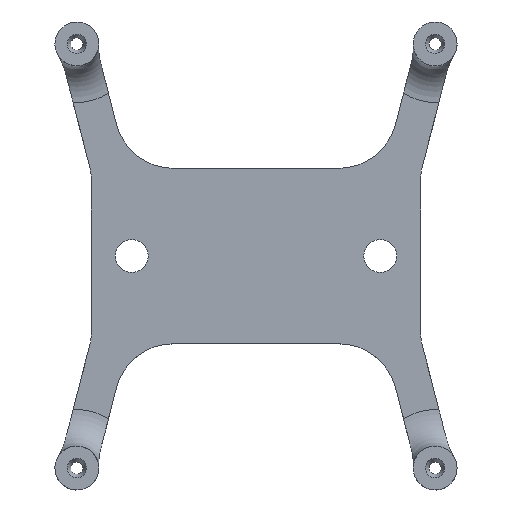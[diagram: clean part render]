
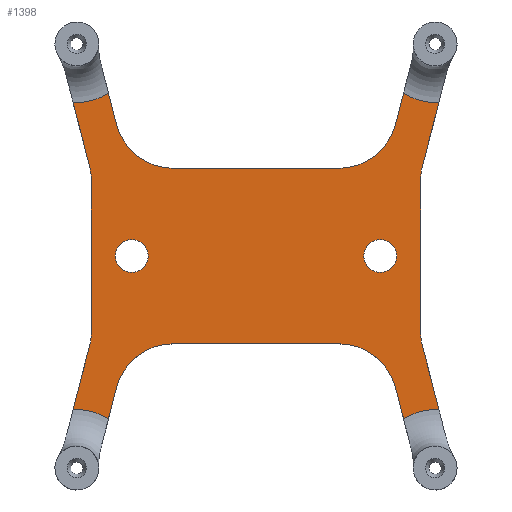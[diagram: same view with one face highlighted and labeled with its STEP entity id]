
A CAD part, top view. The second image highlights one B-rep face of the part: STEP entity #1398.
In plain terms, the highlighted planar face has unit normal (0, 0, 1).
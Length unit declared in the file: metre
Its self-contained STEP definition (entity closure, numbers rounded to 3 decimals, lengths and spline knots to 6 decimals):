
#73=CIRCLE('',#1517,0.002261);
#75=CIRCLE('',#1520,0.002261);
#78=CIRCLE('',#1526,0.00804);
#79=CIRCLE('',#1527,0.00804);
#80=CIRCLE('',#1528,0.00804);
#81=CIRCLE('',#1529,0.00804);
#82=CIRCLE('',#1530,0.00804);
#83=CIRCLE('',#1531,0.00804);
#84=CIRCLE('',#1532,0.00804);
#85=CIRCLE('',#1533,0.00804);
#86=CIRCLE('',#1534,0.00804);
#87=CIRCLE('',#1535,0.00804);
#88=CIRCLE('',#1536,0.00804);
#89=CIRCLE('',#1537,0.00804);
#266=ORIENTED_EDGE('',*,*,#639,.T.);
#267=ORIENTED_EDGE('',*,*,#662,.T.);
#268=ORIENTED_EDGE('',*,*,#658,.T.);
#269=ORIENTED_EDGE('',*,*,#663,.T.);
#270=ORIENTED_EDGE('',*,*,#577,.F.);
#271=ORIENTED_EDGE('',*,*,#664,.T.);
#272=ORIENTED_EDGE('',*,*,#582,.T.);
#273=ORIENTED_EDGE('',*,*,#665,.T.);
#274=ORIENTED_EDGE('',*,*,#591,.T.);
#275=ORIENTED_EDGE('',*,*,#666,.T.);
#276=ORIENTED_EDGE('',*,*,#596,.F.);
#277=ORIENTED_EDGE('',*,*,#667,.T.);
#278=ORIENTED_EDGE('',*,*,#601,.F.);
#279=ORIENTED_EDGE('',*,*,#668,.T.);
#280=ORIENTED_EDGE('',*,*,#610,.F.);
#281=ORIENTED_EDGE('',*,*,#669,.T.);
#282=ORIENTED_EDGE('',*,*,#615,.T.);
#283=ORIENTED_EDGE('',*,*,#670,.T.);
#284=ORIENTED_EDGE('',*,*,#620,.T.);
#285=ORIENTED_EDGE('',*,*,#671,.T.);
#286=ORIENTED_EDGE('',*,*,#629,.T.);
#287=ORIENTED_EDGE('',*,*,#672,.T.);
#288=ORIENTED_EDGE('',*,*,#634,.T.);
#289=ORIENTED_EDGE('',*,*,#673,.T.);
#290=ORIENTED_EDGE('',*,*,#654,.F.);
#291=ORIENTED_EDGE('',*,*,#652,.F.);
#577=EDGE_CURVE('',#775,#772,#905,.T.);
#582=EDGE_CURVE('',#776,#780,#909,.T.);
#591=EDGE_CURVE('',#790,#789,#915,.T.);
#596=EDGE_CURVE('',#794,#791,#919,.T.);
#601=EDGE_CURVE('',#799,#795,#923,.T.);
#610=EDGE_CURVE('',#808,#809,#929,.T.);
#615=EDGE_CURVE('',#810,#813,#933,.T.);
#620=EDGE_CURVE('',#814,#818,#937,.T.);
#629=EDGE_CURVE('',#828,#827,#943,.T.);
#634=EDGE_CURVE('',#829,#832,#947,.T.);
#639=EDGE_CURVE('',#833,#837,#951,.T.);
#652=EDGE_CURVE('',#850,#850,#73,.T.);
#654=EDGE_CURVE('',#852,#852,#75,.T.);
#658=EDGE_CURVE('',#857,#856,#957,.T.);
#662=EDGE_CURVE('',#837,#857,#78,.F.);
#663=EDGE_CURVE('',#856,#772,#79,.F.);
#664=EDGE_CURVE('',#775,#776,#80,.F.);
#665=EDGE_CURVE('',#780,#790,#81,.F.);
#666=EDGE_CURVE('',#789,#791,#82,.F.);
#667=EDGE_CURVE('',#794,#795,#83,.F.);
#668=EDGE_CURVE('',#799,#809,#84,.F.);
#669=EDGE_CURVE('',#808,#810,#85,.F.);
#670=EDGE_CURVE('',#813,#814,#86,.F.);
#671=EDGE_CURVE('',#818,#828,#87,.F.);
#672=EDGE_CURVE('',#827,#829,#88,.F.);
#673=EDGE_CURVE('',#832,#833,#89,.F.);
#772=VERTEX_POINT('',#2100);
#775=VERTEX_POINT('',#2105);
#776=VERTEX_POINT('',#2109);
#780=VERTEX_POINT('',#2120);
#789=VERTEX_POINT('',#2140);
#790=VERTEX_POINT('',#2142);
#791=VERTEX_POINT('',#2149);
#794=VERTEX_POINT('',#2154);
#795=VERTEX_POINT('',#2158);
#799=VERTEX_POINT('',#2169);
#808=VERTEX_POINT('',#2189);
#809=VERTEX_POINT('',#2191);
#810=VERTEX_POINT('',#2198);
#813=VERTEX_POINT('',#2203);
#814=VERTEX_POINT('',#2207);
#818=VERTEX_POINT('',#2218);
#827=VERTEX_POINT('',#2238);
#828=VERTEX_POINT('',#2240);
#829=VERTEX_POINT('',#2247);
#832=VERTEX_POINT('',#2252);
#833=VERTEX_POINT('',#2256);
#837=VERTEX_POINT('',#2267);
#850=VERTEX_POINT('',#2299);
#852=VERTEX_POINT('',#2304);
#856=VERTEX_POINT('',#2312);
#857=VERTEX_POINT('',#2314);
#905=LINE('',#2106,#1005);
#909=LINE('',#2121,#1009);
#915=LINE('',#2141,#1015);
#919=LINE('',#2155,#1019);
#923=LINE('',#2170,#1023);
#929=LINE('',#2190,#1029);
#933=LINE('',#2204,#1033);
#937=LINE('',#2219,#1037);
#943=LINE('',#2239,#1043);
#947=LINE('',#2253,#1047);
#951=LINE('',#2268,#1051);
#957=LINE('',#2313,#1057);
#1005=VECTOR('',#1658,1.);
#1009=VECTOR('',#1664,1.);
#1015=VECTOR('',#1680,1.);
#1019=VECTOR('',#1686,1.);
#1023=VECTOR('',#1692,1.);
#1029=VECTOR('',#1708,1.);
#1033=VECTOR('',#1714,1.);
#1037=VECTOR('',#1720,1.);
#1043=VECTOR('',#1736,1.);
#1047=VECTOR('',#1742,1.);
#1051=VECTOR('',#1748,1.);
#1057=VECTOR('',#1794,1.);
#1134=EDGE_LOOP('',(#266,#267,#268,#269,#270,#271,#272,#273,#274,#275,#276,
#277,#278,#279,#280,#281,#282,#283,#284,#285,#286,#287,#288,#289));
#1135=EDGE_LOOP('',(#290));
#1136=EDGE_LOOP('',(#291));
#1256=FACE_BOUND('',#1134,.T.);
#1257=FACE_BOUND('',#1135,.T.);
#1258=FACE_BOUND('',#1136,.T.);
#1358=PLANE('',#1525);
#1398=ADVANCED_FACE('',(#1256,#1257,#1258),#1358,.T.);
#1517=AXIS2_PLACEMENT_3D('',#2298,#1781,#1782);
#1520=AXIS2_PLACEMENT_3D('',#2303,#1787,#1788);
#1525=AXIS2_PLACEMENT_3D('',#2324,#1801,#1802);
#1526=AXIS2_PLACEMENT_3D('',#2325,#1803,#1804);
#1527=AXIS2_PLACEMENT_3D('',#2326,#1805,#1806);
#1528=AXIS2_PLACEMENT_3D('',#2327,#1807,#1808);
#1529=AXIS2_PLACEMENT_3D('',#2328,#1809,#1810);
#1530=AXIS2_PLACEMENT_3D('',#2329,#1811,#1812);
#1531=AXIS2_PLACEMENT_3D('',#2330,#1813,#1814);
#1532=AXIS2_PLACEMENT_3D('',#2331,#1815,#1816);
#1533=AXIS2_PLACEMENT_3D('',#2332,#1817,#1818);
#1534=AXIS2_PLACEMENT_3D('',#2333,#1819,#1820);
#1535=AXIS2_PLACEMENT_3D('',#2334,#1821,#1822);
#1536=AXIS2_PLACEMENT_3D('',#2335,#1823,#1824);
#1537=AXIS2_PLACEMENT_3D('',#2336,#1825,#1826);
#1658=DIRECTION('',(-1.,0.,0.));
#1664=DIRECTION('',(0.25,-0.968,0.));
#1680=DIRECTION('',(-0.25,0.968,0.));
#1686=DIRECTION('',(0.,-1.,0.));
#1692=DIRECTION('',(-0.25,-0.968,0.));
#1708=DIRECTION('',(0.25,0.968,0.));
#1714=DIRECTION('',(-1.,0.,0.));
#1720=DIRECTION('',(-0.25,0.968,0.));
#1736=DIRECTION('',(0.25,-0.968,0.));
#1742=DIRECTION('',(0.,-1.,0.));
#1748=DIRECTION('',(-0.25,-0.968,0.));
#1781=DIRECTION('',(0.,0.,1.));
#1782=DIRECTION('',(1.,0.,0.));
#1787=DIRECTION('',(0.,0.,1.));
#1788=DIRECTION('',(1.,0.,0.));
#1794=DIRECTION('',(0.25,0.968,0.));
#1801=DIRECTION('',(0.,0.,1.));
#1802=DIRECTION('',(1.,0.,0.));
#1803=DIRECTION('',(0.,0.,1.));
#1804=DIRECTION('',(1.,0.,0.));
#1805=DIRECTION('',(0.,0.,1.));
#1806=DIRECTION('',(1.,0.,0.));
#1807=DIRECTION('',(0.,0.,1.));
#1808=DIRECTION('',(1.,0.,0.));
#1809=DIRECTION('',(0.,0.,1.));
#1810=DIRECTION('',(1.,0.,0.));
#1811=DIRECTION('',(0.,0.,1.));
#1812=DIRECTION('',(1.,0.,0.));
#1813=DIRECTION('',(0.,0.,1.));
#1814=DIRECTION('',(1.,0.,0.));
#1815=DIRECTION('',(0.,0.,1.));
#1816=DIRECTION('',(1.,0.,0.));
#1817=DIRECTION('',(0.,0.,1.));
#1818=DIRECTION('',(1.,0.,0.));
#1819=DIRECTION('',(0.,0.,1.));
#1820=DIRECTION('',(1.,0.,0.));
#1821=DIRECTION('',(0.,0.,1.));
#1822=DIRECTION('',(1.,0.,0.));
#1823=DIRECTION('',(0.,0.,1.));
#1824=DIRECTION('',(1.,0.,0.));
#1825=DIRECTION('',(0.,0.,1.));
#1826=DIRECTION('',(1.,0.,0.));
#2100=CARTESIAN_POINT('',(-0.035772,0.017002,0.00402));
#2105=CARTESIAN_POINT('',(-0.013005,0.017002,0.00402));
#2106=CARTESIAN_POINT('',(-0.024388,0.017002,0.00402));
#2109=CARTESIAN_POINT('',(-0.005221,0.010975,0.00402));
#2120=CARTESIAN_POINT('',(-0.00411,0.006682,0.00402));
#2121=CARTESIAN_POINT('',(-0.004697,0.008952,0.00402));
#2140=CARTESIAN_POINT('',(-0.00152,0.016733,0.00402));
#2141=CARTESIAN_POINT('',(0.000237,0.009941,0.00402));
#2142=CARTESIAN_POINT('',(0.000755,0.00794,0.00402));
#2149=CARTESIAN_POINT('',(-0.001776,0.018746,0.00402));
#2154=CARTESIAN_POINT('',(-0.001776,0.039377,0.00402));
#2155=CARTESIAN_POINT('',(-0.001776,0.029062,0.00402));
#2158=CARTESIAN_POINT('',(-0.00152,0.04139,0.00402));
#2169=CARTESIAN_POINT('',(0.000755,0.050184,0.00402));
#2170=CARTESIAN_POINT('',(0.000237,0.048182,0.00402));
#2189=CARTESIAN_POINT('',(-0.005221,0.047149,0.00402));
#2190=CARTESIAN_POINT('',(-0.004697,0.049172,0.00402));
#2191=CARTESIAN_POINT('',(-0.00411,0.051442,0.00402));
#2198=CARTESIAN_POINT('',(-0.013005,0.041122,0.00402));
#2203=CARTESIAN_POINT('',(-0.035772,0.041122,0.00402));
#2204=CARTESIAN_POINT('',(-0.024388,0.041122,0.00402));
#2207=CARTESIAN_POINT('',(-0.043556,0.047149,0.00402));
#2218=CARTESIAN_POINT('',(-0.044666,0.051442,0.00402));
#2219=CARTESIAN_POINT('',(-0.044079,0.049172,0.00402));
#2238=CARTESIAN_POINT('',(-0.047257,0.04139,0.00402));
#2239=CARTESIAN_POINT('',(-0.049013,0.048182,0.00402));
#2240=CARTESIAN_POINT('',(-0.049531,0.050184,0.00402));
#2247=CARTESIAN_POINT('',(-0.047001,0.039377,0.00402));
#2252=CARTESIAN_POINT('',(-0.047001,0.018746,0.00402));
#2253=CARTESIAN_POINT('',(-0.047001,0.029062,0.00402));
#2256=CARTESIAN_POINT('',(-0.047257,0.016733,0.00402));
#2267=CARTESIAN_POINT('',(-0.049531,0.00794,0.00402));
#2268=CARTESIAN_POINT('',(-0.049013,0.009941,0.00402));
#2298=CARTESIAN_POINT('',(-0.007303,0.029062,0.00402));
#2299=CARTESIAN_POINT('',(-0.005042,0.029062,0.00402));
#2303=CARTESIAN_POINT('',(-0.041473,0.029062,0.00402));
#2304=CARTESIAN_POINT('',(-0.039212,0.029062,0.00402));
#2312=CARTESIAN_POINT('',(-0.043556,0.010975,0.00402));
#2313=CARTESIAN_POINT('',(-0.044079,0.008952,0.00402));
#2314=CARTESIAN_POINT('',(-0.044666,0.006682,0.00402));
#2324=CARTESIAN_POINT('',(-0.024388,0.029062,0.00402));
#2325=CARTESIAN_POINT('',(-0.049011,-0.000083,0.00402));
#2326=CARTESIAN_POINT('',(-0.035772,0.008962,0.00402));
#2327=CARTESIAN_POINT('',(-0.013005,0.008962,0.00402));
#2328=CARTESIAN_POINT('',(0.000234,-0.000083,0.00402));
#2329=CARTESIAN_POINT('',(0.006264,0.018746,0.00402));
#2330=CARTESIAN_POINT('',(0.006264,0.039377,0.00402));
#2331=CARTESIAN_POINT('',(0.000234,0.058207,0.00402));
#2332=CARTESIAN_POINT('',(-0.013005,0.049162,0.00402));
#2333=CARTESIAN_POINT('',(-0.035772,0.049162,0.00402));
#2334=CARTESIAN_POINT('',(-0.049011,0.058207,0.00402));
#2335=CARTESIAN_POINT('',(-0.055041,0.039377,0.00402));
#2336=CARTESIAN_POINT('',(-0.055041,0.018746,0.00402));
